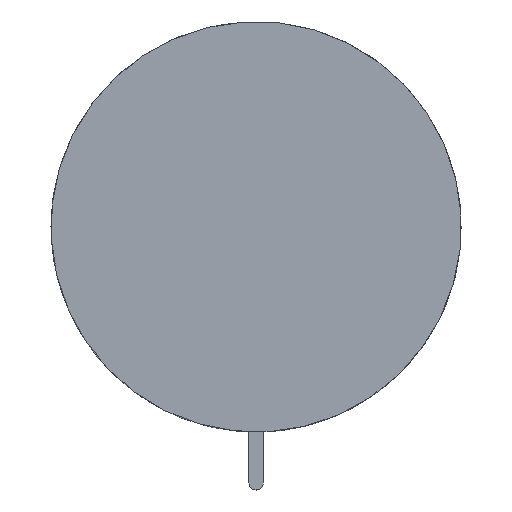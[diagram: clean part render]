
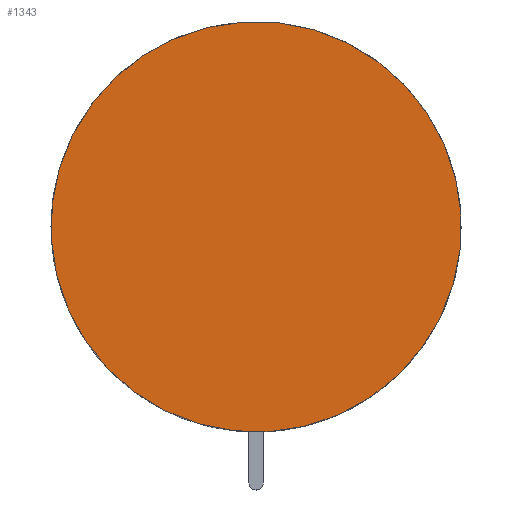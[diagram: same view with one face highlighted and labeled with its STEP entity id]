
A CAD part, front view. The second image highlights one B-rep face of the part: STEP entity #1343.
In plain terms, the highlighted face is planar.
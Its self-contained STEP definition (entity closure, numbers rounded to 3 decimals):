
#305=FACE_OUTER_BOUND('',#397,.T.);
#397=EDGE_LOOP('',(#917));
#499=CIRCLE('',#1516,85.);
#599=VERTEX_POINT('',#2221);
#724=EDGE_CURVE('',#599,#599,#499,.T.);
#917=ORIENTED_EDGE('',*,*,#724,.T.);
#1303=PLANE('',#1515);
#1343=ADVANCED_FACE('',(#305),#1303,.F.);
#1515=AXIS2_PLACEMENT_3D('',#2220,#1727,#1728);
#1516=AXIS2_PLACEMENT_3D('',#2222,#1729,#1730);
#1727=DIRECTION('center_axis',(0.,0.,1.));
#1728=DIRECTION('ref_axis',(1.,0.,0.));
#1729=DIRECTION('center_axis',(0.,0.,-1.));
#1730=DIRECTION('ref_axis',(0.,-1.,0.));
#2220=CARTESIAN_POINT('Origin',(88.427,2.,77.5));
#2221=CARTESIAN_POINT('',(-5.337,-82.832,77.5));
#2222=CARTESIAN_POINT('Origin',(0.,2.,77.5));
